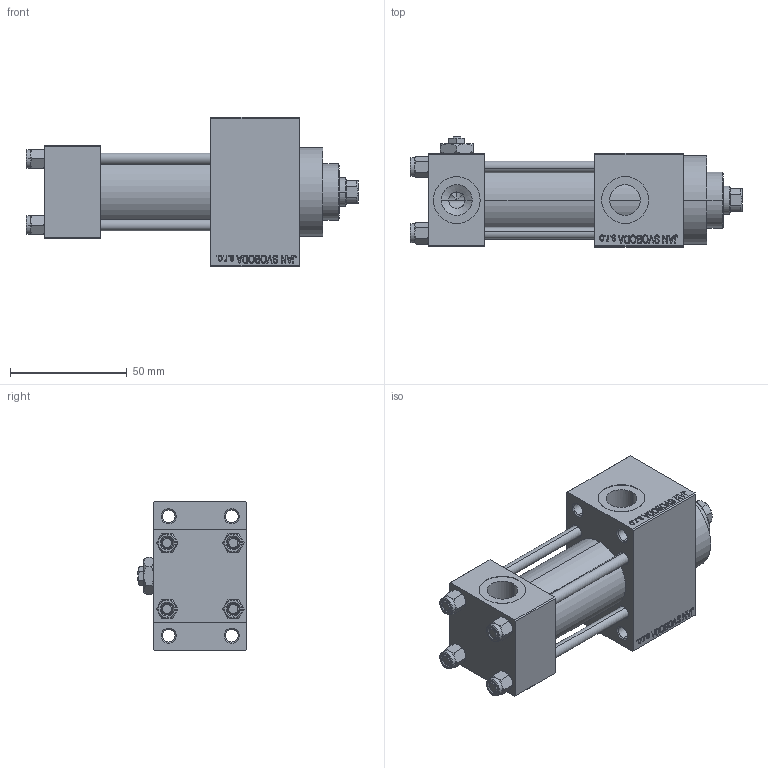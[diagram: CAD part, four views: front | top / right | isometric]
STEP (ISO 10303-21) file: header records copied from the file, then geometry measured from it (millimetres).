
FILE_DESCRIPTION (( 'STEP AP203' ), '1' );
FILE_NAME ('f5a7.STEP', '2025-10-30T07:39:06', ( '' ), ( '' ), 'SwSTEP 2.0', 'SolidWorks 2019', '' );
FILE_SCHEMA (( 'CONFIG_CONTROL_DESIGN' ));
Length unit declared in the file: millimetre
Products named in the file (7): NUT_M5_D ac8a1c465eafb1e8cdfc5c4e4847fadb; V215_VC_A ac8a1c465eafb1e8cdfc5c4e4847fadb; V215CR_D_TYCINKA ac8a1c465eafb1e8cdfc5c4e4847fadb; V215CR_D_Body ac8a1c465eafb1e8cdfc5c4e4847fadb; Zatka_pro_OIL_PORT ac8a1c465eafb1e8cdfc5c4e4847fadb; V215CR_VCP_D ac8a1c465eafb1e8cdfc5c4e4847fadb; f5a7
Assembly tree (12 placements, depth 2):
  f5a7
    V215CR_D_Body ac8a1c465eafb1e8cdfc5c4e4847fadb
    V215CR_VCP_D ac8a1c465eafb1e8cdfc5c4e4847fadb
    NUT_M5_D ac8a1c465eafb1e8cdfc5c4e4847fadb  x4
    V215CR_D_TYCINKA ac8a1c465eafb1e8cdfc5c4e4847fadb  x4
    V215_VC_A ac8a1c465eafb1e8cdfc5c4e4847fadb
    Zatka_pro_OIL_PORT ac8a1c465eafb1e8cdfc5c4e4847fadb
Bounding box: 142 x 47 x 64 mm (x, y, z)
Volume: 172605.3 mm3; surface area: 63243.8 mm2
Topology: 12 solids, 12 shells, 1154 faces, 2861 edges, 1844 vertices
Faces by surface type: plane 519, bspline 368, cone 164, cylinder 95, torus 8
Entity records: 48812 total; most frequent: CARTESIAN_POINT 25531, ORIENTED_EDGE 5214, DIRECTION 3393, EDGE_CURVE 2607, VERTEX_POINT 1700, LINE 1541, VECTOR 1541, EDGE_LOOP 1169
